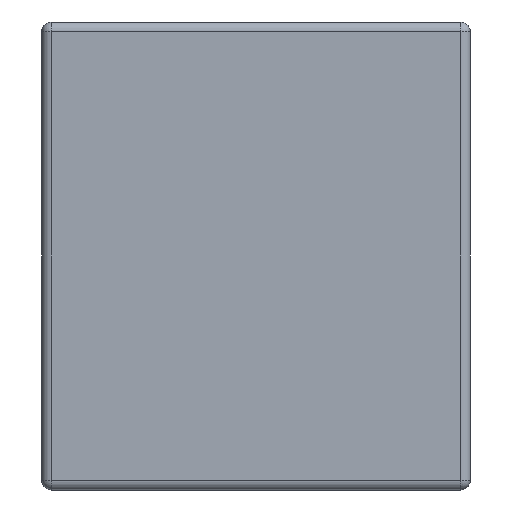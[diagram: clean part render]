
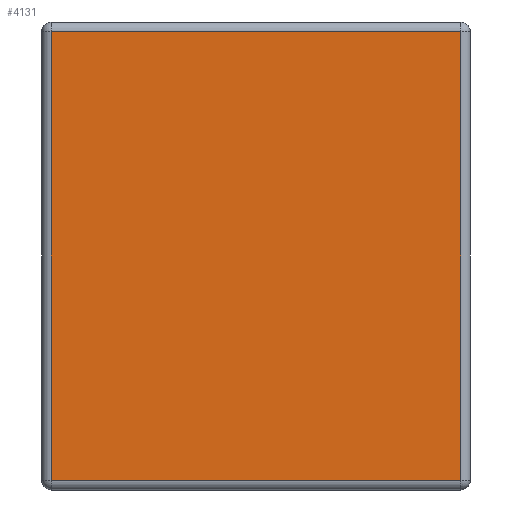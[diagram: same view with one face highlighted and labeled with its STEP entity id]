
A CAD part, left-side view. The second image highlights one B-rep face of the part: STEP entity #4131.
In plain terms, the highlighted planar face has unit normal (-1, 0, 0).
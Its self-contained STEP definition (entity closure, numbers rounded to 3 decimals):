
#30 = CARTESIAN_POINT ( 'NONE',  ( 0., 0.85, -0.95 ) ) ;
#93 = CARTESIAN_POINT ( 'NONE',  ( 0., 0.85, -0.02 ) ) ;
#173 = ORIENTED_EDGE ( 'NONE', *, *, #2306, .T. ) ;
#497 = CARTESIAN_POINT ( 'NONE',  ( 0., 0.02, -0.02 ) ) ;
#657 = EDGE_CURVE ( 'NONE', #4243, #2474, #3331, .T. ) ;
#878 = VECTOR ( 'NONE', #1852, 1000. ) ;
#974 = EDGE_CURVE ( 'NONE', #4649, #4243, #4027, .T. ) ;
#1059 = CARTESIAN_POINT ( 'NONE',  ( 0., 0.02, 0. ) ) ;
#1458 = DIRECTION ( 'NONE',  ( -1., 0., 0. ) ) ;
#1539 = DIRECTION ( 'NONE',  ( 0., 0., -1. ) ) ;
#1570 = LINE ( 'NONE', #30, #4319 ) ;
#1592 = EDGE_CURVE ( 'NONE', #1641, #4649, #2126, .T. ) ;
#1622 = DIRECTION ( 'NONE',  ( 0., 1., 0. ) ) ;
#1641 = VERTEX_POINT ( 'NONE', #2004 ) ;
#1646 = DIRECTION ( 'NONE',  ( 0., -1., 0. ) ) ;
#1852 = DIRECTION ( 'NONE',  ( 0., 0., 1. ) ) ;
#1961 = ORIENTED_EDGE ( 'NONE', *, *, #974, .T. ) ;
#2004 = CARTESIAN_POINT ( 'NONE',  ( 0., 0.85, -0.93 ) ) ;
#2044 = FACE_OUTER_BOUND ( 'NONE', #3273, .T. ) ;
#2126 = LINE ( 'NONE', #4103, #4646 ) ;
#2306 = EDGE_CURVE ( 'NONE', #2474, #1641, #1570, .T. ) ;
#2474 = VERTEX_POINT ( 'NONE', #93 ) ;
#2504 = ORIENTED_EDGE ( 'NONE', *, *, #1592, .T. ) ;
#2707 = CARTESIAN_POINT ( 'NONE',  ( 0., 0.02, -0.93 ) ) ;
#2894 = AXIS2_PLACEMENT_3D ( 'NONE', #3557, #1458, #3229 ) ;
#2999 = VECTOR ( 'NONE', #1622, 1000. ) ;
#3154 = PLANE ( 'NONE',  #2894 ) ;
#3229 = DIRECTION ( 'NONE',  ( 0., 0., 1. ) ) ;
#3273 = EDGE_LOOP ( 'NONE', ( #2504, #1961, #3392, #173 ) ) ;
#3331 = LINE ( 'NONE', #3774, #2999 ) ;
#3392 = ORIENTED_EDGE ( 'NONE', *, *, #657, .T. ) ;
#3557 = CARTESIAN_POINT ( 'NONE',  ( 0., 0., 0. ) ) ;
#3774 = CARTESIAN_POINT ( 'NONE',  ( 0., 0.87, -0.02 ) ) ;
#4027 = LINE ( 'NONE', #1059, #878 ) ;
#4103 = CARTESIAN_POINT ( 'NONE',  ( 0., 0., -0.93 ) ) ;
#4131 = ADVANCED_FACE ( 'NONE', ( #2044 ), #3154, .T. ) ;
#4243 = VERTEX_POINT ( 'NONE', #497 ) ;
#4319 = VECTOR ( 'NONE', #1539, 1000. ) ;
#4646 = VECTOR ( 'NONE', #1646, 1000. ) ;
#4649 = VERTEX_POINT ( 'NONE', #2707 ) ;
